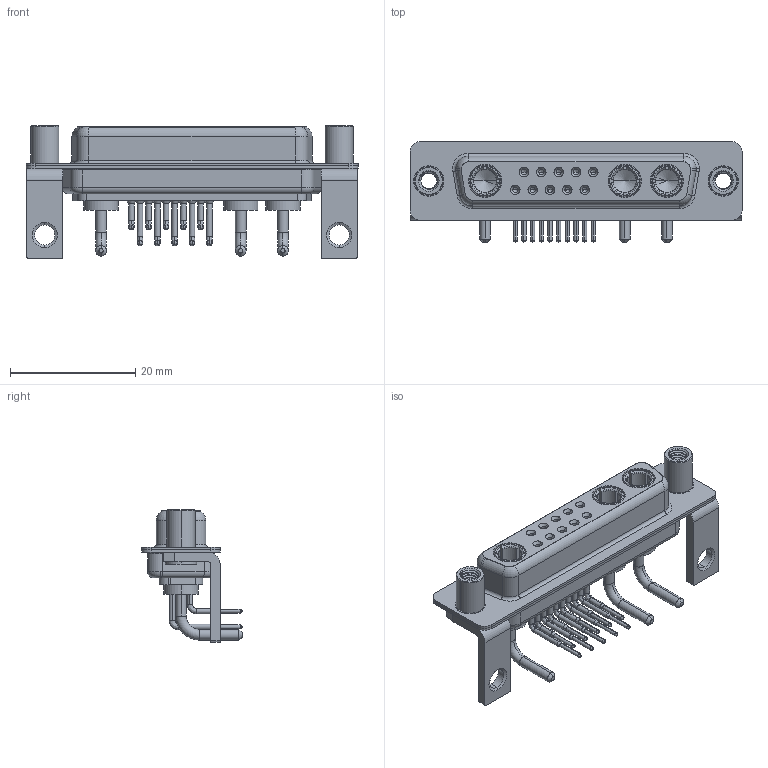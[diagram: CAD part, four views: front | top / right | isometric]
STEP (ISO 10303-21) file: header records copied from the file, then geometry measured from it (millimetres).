
FILE_DESCRIPTION (( 'STEP AP203' ), '1' );
FILE_NAME ('630-13W3640-1NE.STEP', '2022-06-01T16:03:56', ( '' ), ( '' ), 'SwSTEP 2.0', 'SolidWorks 2020', '' );
FILE_SCHEMA (( 'CONFIG_CONTROL_DESIGN' ));
Length unit declared in the file: millimetre
Products named in the file (9): 630Combo Housing_13W3; 630Combo Threaded Standoff_D; Power Socket_10A RA; 630Combo Contact Row 2; 630Combo Shell Front_25 Contacts; 630Combo Shell Rear_25 Contacts; 630Combo Contact Row 1; 630-13W3640-1NE; 630Combo Stabilizer Bracket
Assembly tree (20 placements, depth 2):
  630-13W3640-1NE
    630Combo Housing_13W3
    630Combo Shell Front_25 Contacts
    630Combo Shell Rear_25 Contacts
    630Combo Stabilizer Bracket  x2
    630Combo Threaded Standoff_D  x2
    Power Socket_10A RA  x3
    630Combo Contact Row 1  x5
    630Combo Contact Row 2  x5
Bounding box: 53.05 x 16 x 21.2 mm (x, y, z)
Volume: 4235.5 mm3; surface area: 9791 mm2
Topology: 23 solids, 23 shells, 1141 faces, 2923 edges, 1854 vertices
Faces by surface type: cylinder 514, plane 326, cone 177, torus 75, bspline 49
Entity records: 21475 total; most frequent: CARTESIAN_POINT 5901, DIRECTION 3187, ORIENTED_EDGE 2902, EDGE_CURVE 1451, AXIS2_PLACEMENT_3D 1304, VERTEX_POINT 927, CIRCLE 700, EDGE_LOOP 688
